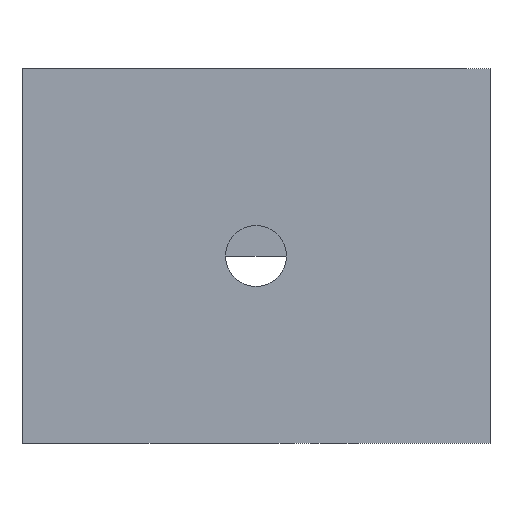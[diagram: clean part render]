
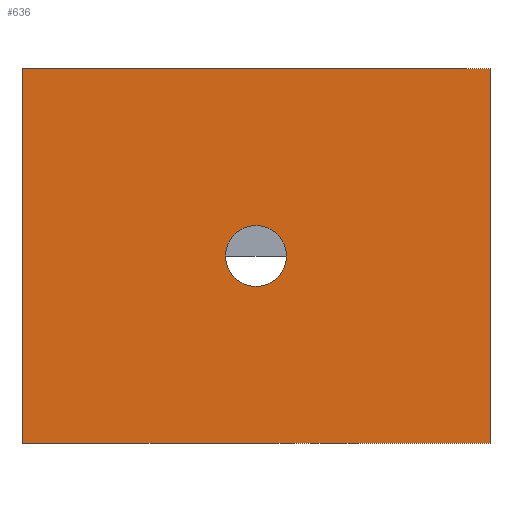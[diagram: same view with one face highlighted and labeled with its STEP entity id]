
A CAD part, front view. The second image highlights one B-rep face of the part: STEP entity #636.
In plain terms, the highlighted planar face has unit normal (0, -1, 0).
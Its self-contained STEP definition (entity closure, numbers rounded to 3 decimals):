
#26=FACE_BOUND('',#109,.T.);
#32=CIRCLE('',#675,3.25);
#66=FACE_OUTER_BOUND('',#108,.T.);
#108=EDGE_LOOP('',(#529,#530,#531,#532));
#109=EDGE_LOOP('',(#533));
#180=LINE('',#993,#256);
#181=LINE('',#996,#257);
#182=LINE('',#998,#258);
#183=LINE('',#999,#259);
#256=VECTOR('',#820,10.);
#257=VECTOR('',#823,10.);
#258=VECTOR('',#824,10.);
#259=VECTOR('',#825,10.);
#301=VERTEX_POINT('',#937);
#318=VERTEX_POINT('',#987);
#320=VERTEX_POINT('',#991);
#321=VERTEX_POINT('',#995);
#322=VERTEX_POINT('',#997);
#369=EDGE_CURVE('',#301,#301,#32,.T.);
#396=EDGE_CURVE('',#318,#320,#180,.T.);
#397=EDGE_CURVE('',#318,#321,#181,.T.);
#398=EDGE_CURVE('',#322,#320,#182,.T.);
#399=EDGE_CURVE('',#321,#322,#183,.T.);
#529=ORIENTED_EDGE('',*,*,#397,.F.);
#530=ORIENTED_EDGE('',*,*,#396,.T.);
#531=ORIENTED_EDGE('',*,*,#398,.F.);
#532=ORIENTED_EDGE('',*,*,#399,.F.);
#533=ORIENTED_EDGE('',*,*,#369,.T.);
#603=PLANE('',#692);
#636=ADVANCED_FACE('',(#66,#26),#603,.T.);
#675=AXIS2_PLACEMENT_3D('',#938,#767,#768);
#692=AXIS2_PLACEMENT_3D('',#994,#821,#822);
#767=DIRECTION('center_axis',(0.,1.,0.));
#768=DIRECTION('ref_axis',(1.,0.,0.));
#820=DIRECTION('',(0.,0.,1.));
#821=DIRECTION('center_axis',(0.,-1.,0.));
#822=DIRECTION('ref_axis',(1.,0.,0.));
#823=DIRECTION('',(-1.,0.,0.));
#824=DIRECTION('',(1.,0.,0.));
#825=DIRECTION('',(0.,0.,1.));
#937=CARTESIAN_POINT('',(11.75,-20.,20.));
#938=CARTESIAN_POINT('Origin',(15.,-20.,20.));
#987=CARTESIAN_POINT('',(40.,-20.,0.));
#991=CARTESIAN_POINT('',(40.,-20.,40.));
#993=CARTESIAN_POINT('',(40.,-20.,0.));
#994=CARTESIAN_POINT('Origin',(-10.,-20.,0.));
#995=CARTESIAN_POINT('',(-10.,-20.,0.));
#996=CARTESIAN_POINT('',(40.,-20.,0.));
#997=CARTESIAN_POINT('',(-10.,-20.,40.));
#998=CARTESIAN_POINT('',(40.,-20.,40.));
#999=CARTESIAN_POINT('',(-10.,-20.,0.));
